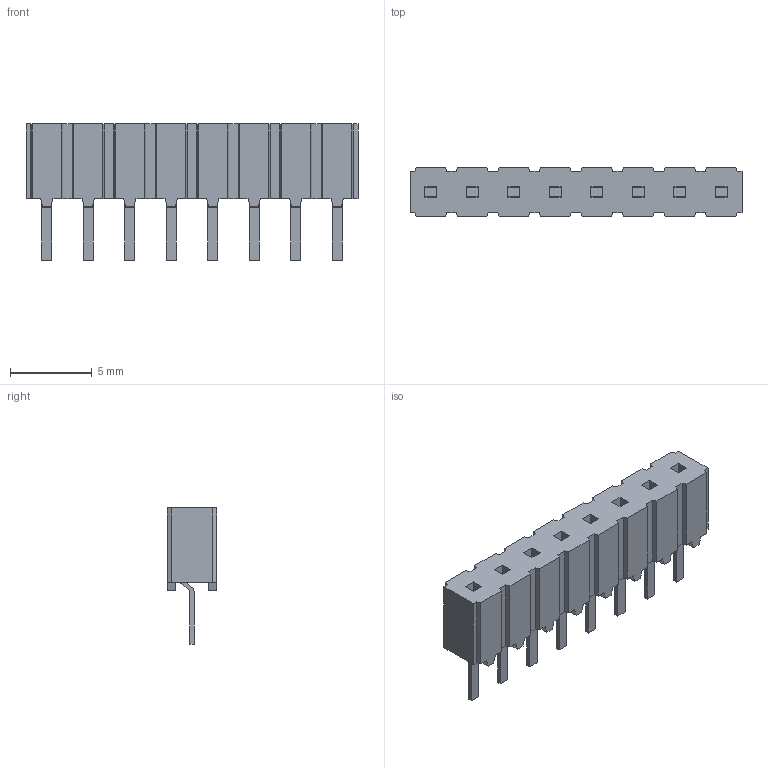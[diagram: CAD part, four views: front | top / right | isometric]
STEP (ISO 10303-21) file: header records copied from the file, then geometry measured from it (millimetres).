
FILE_DESCRIPTION(/* description */ (''),/* implementation_level */ '2;1');
FILE_NAME(/* name */ 'SAMTEC_CES-108-01-T-S.stp',/* time_stamp */ '2016-04-26T13:30:32+02:00',/* author */ ('riccim'),/* organization */ ('SolidWorks'),/* preprocessor_version */ 'ST-DEVELOPER v15.5',/* originating_system */ 'AutoCAD Mechanical',/* authorisation */ ' ');
FILE_SCHEMA (('AUTOMOTIVE_DESIGN { 1 0 10303 214 3 1 1 }'));
Length unit declared in the file: millimetre
Products named in the file (1): Product
Bounding box: 20.32 x 3.05 x 8.33 mm (x, y, z)
Volume: 409.8 mm3; surface area: 854.7 mm2
Topology: 2 solids, 2 shells, 292 faces, 792 edges, 528 vertices
Faces by surface type: plane 276, cylinder 16
Entity records: 9066 total; most frequent: CARTESIAN_POINT 1613, ORIENTED_EDGE 1584, DIRECTION 1410, EDGE_CURVE 792, LINE 760, VECTOR 760, VERTEX_POINT 528, AXIS2_PLACEMENT_3D 325
